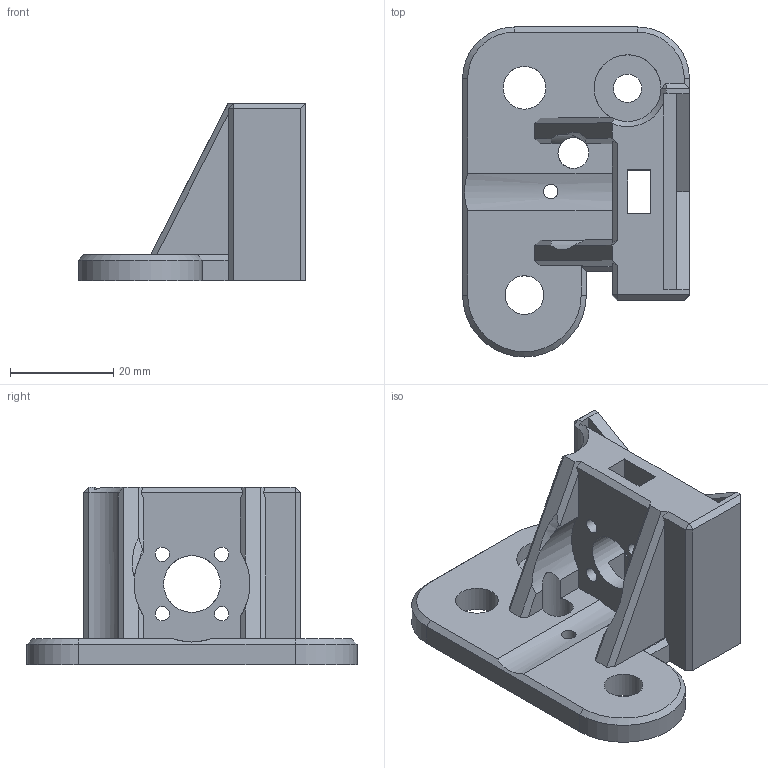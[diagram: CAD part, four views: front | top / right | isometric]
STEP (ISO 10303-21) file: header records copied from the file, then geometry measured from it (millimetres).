
FILE_DESCRIPTION(/* description */ (''),/* implementation_level */ '2;1');
FILE_NAME(/* name */ '00_E Slide Mount v2.stp',/* time_stamp */ '2021-12-06T08:27:43+01:00',/* author */ ('diederichbenedict'),/* organization */ (''),/* preprocessor_version */ 'ST-DEVELOPER v18.1',/* originating_system */ 'Autodesk Inventor 2022',/* authorisation */ '');
FILE_SCHEMA (('AUTOMOTIVE_DESIGN { 1 0 10303 214 3 1 1 }'));
Length unit declared in the file: millimetre
Products named in the file (1): 00_E Slide Mount v2
Bounding box: 44 x 64 x 34.4 mm (x, y, z)
Volume: 24999.7 mm3; surface area: 11964.3 mm2
Topology: 1 solids, 1 shells, 87 faces, 239 edges, 153 vertices
Faces by surface type: plane 62, cylinder 20, cone 4, bspline 1
Full cylindrical faces by diameter (mm): 2.8 x5, 5.5 x1, 6 x2, 7.5 x1, 8.3 x1, 11 x1, 13 x1
Entity records: 2942 total; most frequent: CARTESIAN_POINT 614, ORIENTED_EDGE 478, DIRECTION 459, EDGE_CURVE 239, LINE 171, VECTOR 171, VERTEX_POINT 153, AXIS2_PLACEMENT_3D 144
